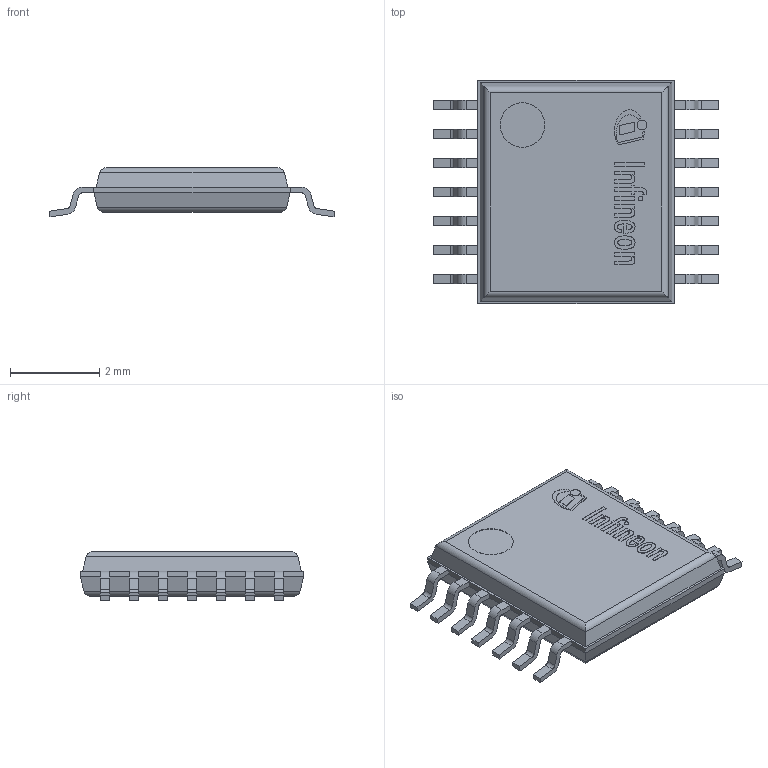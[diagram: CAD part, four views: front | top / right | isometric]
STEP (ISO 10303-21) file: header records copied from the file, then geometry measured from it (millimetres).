
FILE_DESCRIPTION(/* description */ (''),/* implementation_level */ '2;1');
FILE_NAME(/* name */ 'PG-TSSOP-14-1_Z8B00165444_V01_3D.stp',/* time_stamp */ '2021-06-03T16:33:14+05:00',/* author */ ('janartha'),/* organization */ (''),/* preprocessor_version */ 'ST-DEVELOPER v16.13',/* originating_system */ 'AutoCAD Mechanical',/* authorisation */ '');
FILE_SCHEMA (('AUTOMOTIVE_DESIGN { 1 0 10303 214 3 1 1 }'));
Length unit declared in the file: millimetre
Products named in the file (1): Product
Bounding box: 6.4 x 5 x 1.11 mm (x, y, z)
Volume: 21.1 mm3; surface area: 160.6 mm2
Topology: 30 solids, 30 shells, 432 faces, 1102 edges, 732 vertices
Faces by surface type: plane 249, cylinder 183
Full cylindrical faces by diameter (mm): 0.106 x1, 0.219 x1, 1 x3
Entity records: 13115 total; most frequent: DIRECTION 2321, CARTESIAN_POINT 2262, ORIENTED_EDGE 2194, EDGE_CURVE 1097, AXIS2_PLACEMENT_3D 791, LINE 739, VECTOR 739, VERTEX_POINT 732
